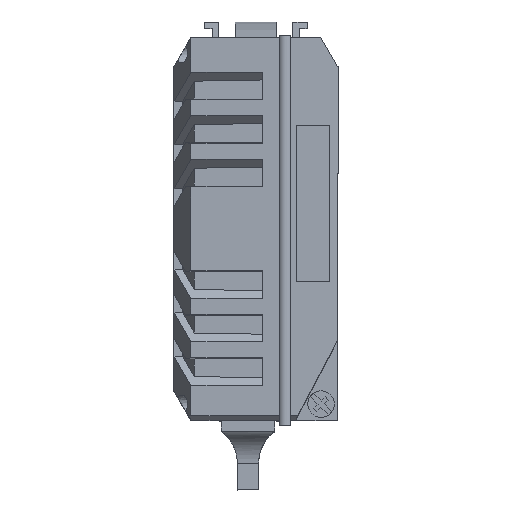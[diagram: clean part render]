
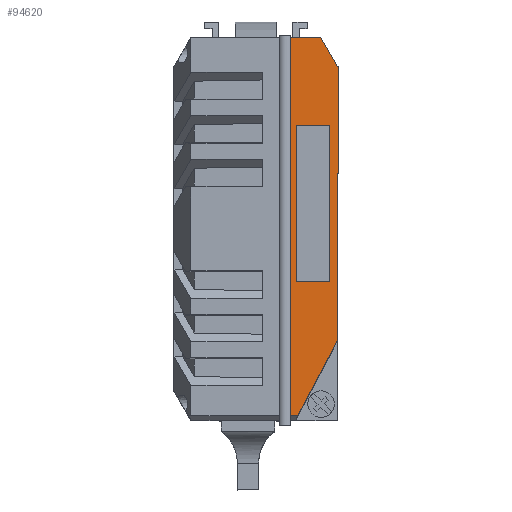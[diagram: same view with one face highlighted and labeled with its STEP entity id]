
A CAD part, top view. The second image highlights one B-rep face of the part: STEP entity #94620.
In plain terms, the highlighted face is planar.
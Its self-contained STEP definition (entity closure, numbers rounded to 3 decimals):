
#89150=CARTESIAN_POINT('',(37.5,113.05,
147.775));
#89160=VERTEX_POINT('',#89150);
#89190=CARTESIAN_POINT('',(37.5,113.008,
152.55));
#89200=DIRECTION('',(0.,0.009,
-1.));
#89210=VECTOR('',#89200,1.);
#89220=LINE('',#89190,#89210);
#89230=CARTESIAN_POINT('',(37.5,113.1,
142.05));
#89240=VERTEX_POINT('',#89230);
#89250=EDGE_CURVE('',#89160,#89240,#89220,.T.);
#93580=CARTESIAN_POINT('',(32.283,113.067,
145.808));
#93590=DIRECTION('',(0.,1.,
0.009));
#93600=DIRECTION('',(-1.,0.,0.));
#93610=AXIS2_PLACEMENT_3D('',#93580,#93590,#93600);
#93620=PLANE('',#93610);
#93630=CARTESIAN_POINT('',(46.596,113.1,
142.05));
#93640=DIRECTION('',(-1.,0.,0.));
#93650=VECTOR('',#93640,1.);
#93660=LINE('',#93630,#93650);
#93670=CARTESIAN_POINT('',(-33.7,113.1,
142.05));
#93680=VERTEX_POINT('',#93670);
#93690=EDGE_CURVE('',#89240,#93680,#93660,.T.);
#93700=ORIENTED_EDGE('',*,*,#93690,.T.);
#93710=ORIENTED_EDGE('',*,*,#89250,.T.);
#93720=CARTESIAN_POINT('',(46.596,113.096,
142.523));
#93730=DIRECTION('',(-0.866,-0.004,
0.5));
#93740=VECTOR('',#93730,1.);
#93750=LINE('',#93720,#93740);
#93760=CARTESIAN_POINT('',(32.,113.022,
150.95));
#93770=VERTEX_POINT('',#93760);
#93780=EDGE_CURVE('',#89160,#93770,#93750,.T.);
#93790=ORIENTED_EDGE('',*,*,#93780,.F.);
#93800=CARTESIAN_POINT('',(32.,112.992,154.45));
#93810=DIRECTION('',(0.,0.009,
-1.));
#93820=VECTOR('',#93810,1.);
#93830=LINE('',#93800,#93820);
#93840=CARTESIAN_POINT('',(32.,113.021,
151.05));
#93850=VERTEX_POINT('',#93840);
#93860=EDGE_CURVE('',#93850,#93770,#93830,.T.);
#93870=ORIENTED_EDGE('',*,*,#93860,.T.);
#93880=CARTESIAN_POINT('',(46.596,113.021,
151.05));
#93890=DIRECTION('',(1.,0.,0.));
#93900=VECTOR('',#93890,1.);
#93910=LINE('',#93880,#93900);
#93920=CARTESIAN_POINT('',(12.,113.021,
151.05));
#93930=VERTEX_POINT('',#93920);
#93940=EDGE_CURVE('',#93930,#93850,#93910,.T.);
#93950=ORIENTED_EDGE('',*,*,#93940,.T.);
#93960=CARTESIAN_POINT('',(12.,112.992,154.45));
#93970=DIRECTION('',(0.,0.009,
-1.));
#93980=VECTOR('',#93970,1.);
#93990=LINE('',#93960,#93980);
#94000=CARTESIAN_POINT('',(12.,113.022,
150.95));
#94010=VERTEX_POINT('',#94000);
#94020=EDGE_CURVE('',#93930,#94010,#93990,.T.);
#94030=ORIENTED_EDGE('',*,*,#94020,.F.);
#94040=CARTESIAN_POINT('',(46.596,113.022,
150.95));
#94050=DIRECTION('',(1.,0.,0.));
#94060=VECTOR('',#94050,1.);
#94070=LINE('',#94040,#94060);
#94080=CARTESIAN_POINT('',(-19.5,113.022,
150.95));
#94090=VERTEX_POINT('',#94080);
#94100=EDGE_CURVE('',#94090,#94010,#94070,.T.);
#94110=ORIENTED_EDGE('',*,*,#94100,.T.);
#94120=CARTESIAN_POINT('',(46.596,112.719,
185.76));
#94130=DIRECTION('',(0.885,-0.004,
0.466));
#94140=VECTOR('',#94130,1.);
#94150=LINE('',#94120,#94140);
#94160=CARTESIAN_POINT('',(-33.7,113.088,
143.471));
#94170=VERTEX_POINT('',#94160);
#94180=EDGE_CURVE('',#94170,#94090,#94150,.T.);
#94190=ORIENTED_EDGE('',*,*,#94180,.T.);
#94200=CARTESIAN_POINT('',(-33.7,112.992,154.45));
#94210=DIRECTION('',(0.,0.009,
-1.));
#94220=VECTOR('',#94210,1.);
#94230=LINE('',#94200,#94220);
#94240=EDGE_CURVE('',#94170,#93680,#94230,.T.);
#94250=ORIENTED_EDGE('',*,*,#94240,.F.);
#94260=EDGE_LOOP('',(#94250,#94190,#94110,#94030,#93950,#93870,#93790,
#93710,#93700));
#94270=FACE_OUTER_BOUND('',#94260,.T.);
#94280=CARTESIAN_POINT('',(-8.5,112.992,154.45));
#94290=DIRECTION('',(0.,-0.009,
1.));
#94300=VECTOR('',#94290,1.);
#94310=LINE('',#94280,#94300);
#94320=CARTESIAN_POINT('',(-8.5,113.09,
143.187));
#94330=VERTEX_POINT('',#94320);
#94340=CARTESIAN_POINT('',(-8.5,113.035,
149.512));
#94350=VERTEX_POINT('',#94340);
#94360=EDGE_CURVE('',#94330,#94350,#94310,.T.);
#94370=ORIENTED_EDGE('',*,*,#94360,.F.);
#94380=CARTESIAN_POINT('',(46.596,113.035,
149.512));
#94390=DIRECTION('',(-1.,0.,0.));
#94400=VECTOR('',#94390,1.);
#94410=LINE('',#94380,#94400);
#94420=CARTESIAN_POINT('',(21.,113.035,
149.512));
#94430=VERTEX_POINT('',#94420);
#94440=EDGE_CURVE('',#94430,#94350,#94410,.T.);
#94450=ORIENTED_EDGE('',*,*,#94440,.T.);
#94460=CARTESIAN_POINT('',(21.,112.992,154.45));
#94470=DIRECTION('',(0.,0.009,
-1.));
#94480=VECTOR('',#94470,1.);
#94490=LINE('',#94460,#94480);
#94500=CARTESIAN_POINT('',(21.,113.09,
143.187));
#94510=VERTEX_POINT('',#94500);
#94520=EDGE_CURVE('',#94430,#94510,#94490,.T.);
#94530=ORIENTED_EDGE('',*,*,#94520,.F.);
#94540=CARTESIAN_POINT('',(46.596,113.09,
143.187));
#94550=DIRECTION('',(1.,0.,0.));
#94560=VECTOR('',#94550,1.);
#94570=LINE('',#94540,#94560);
#94580=EDGE_CURVE('',#94330,#94510,#94570,.T.);
#94590=ORIENTED_EDGE('',*,*,#94580,.T.);
#94600=EDGE_LOOP('',(#94590,#94530,#94450,#94370));
#94610=FACE_BOUND('',#94600,.T.);
#94620=ADVANCED_FACE('',(#94270,#94610),#93620,.T.);
